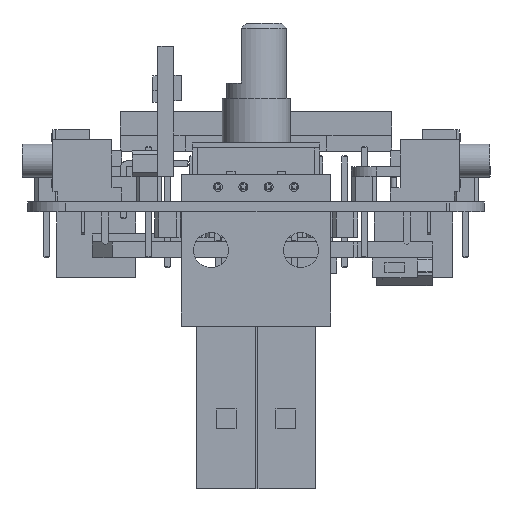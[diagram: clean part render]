
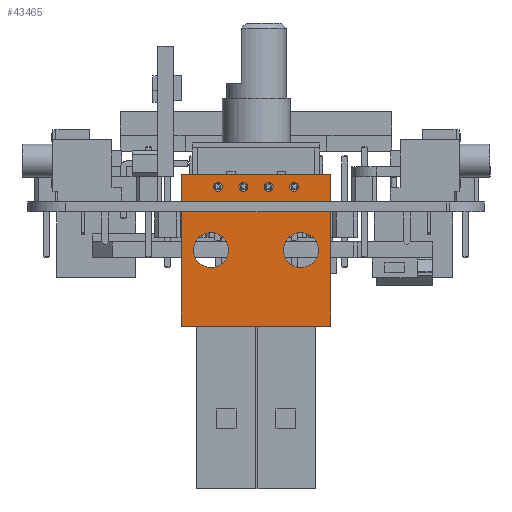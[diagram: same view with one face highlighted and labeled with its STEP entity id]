
A CAD part, front view. The second image highlights one B-rep face of the part: STEP entity #43465.
In plain terms, the highlighted face is planar.
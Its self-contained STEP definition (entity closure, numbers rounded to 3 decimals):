
#1901=FACE_BOUND('',#8671,.T.);
#1902=FACE_BOUND('',#8672,.T.);
#1903=FACE_BOUND('',#8673,.T.);
#1904=FACE_BOUND('',#8674,.T.);
#1905=FACE_BOUND('',#8675,.T.);
#1906=FACE_BOUND('',#8676,.T.);
#3622=PLANE('',#46286);
#5920=FACE_OUTER_BOUND('',#8670,.T.);
#8670=EDGE_LOOP('',(#40909,#40910,#40911,#40912));
#8671=EDGE_LOOP('',(#40913));
#8672=EDGE_LOOP('',(#40914));
#8673=EDGE_LOOP('',(#40915));
#8674=EDGE_LOOP('',(#40916));
#8675=EDGE_LOOP('',(#40917));
#8676=EDGE_LOOP('',(#40918));
#9175=CIRCLE('',#46270,1.75);
#9176=CIRCLE('',#46272,1.75);
#9177=CIRCLE('',#46274,0.445);
#9178=CIRCLE('',#46276,0.445);
#9179=CIRCLE('',#46278,0.445);
#9180=CIRCLE('',#46280,0.445);
#14026=LINE('',#75498,#18878);
#14028=LINE('',#75502,#18880);
#14030=LINE('',#75506,#18882);
#14032=LINE('',#75509,#18884);
#18878=VECTOR('',#56214,10.);
#18880=VECTOR('',#56218,10.);
#18882=VECTOR('',#56222,10.);
#18884=VECTOR('',#56226,10.);
#22828=VERTEX_POINT('',#75471);
#22829=VERTEX_POINT('',#75475);
#22830=VERTEX_POINT('',#75479);
#22831=VERTEX_POINT('',#75483);
#22832=VERTEX_POINT('',#75487);
#22833=VERTEX_POINT('',#75491);
#22834=VERTEX_POINT('',#75495);
#22835=VERTEX_POINT('',#75497);
#22836=VERTEX_POINT('',#75501);
#22837=VERTEX_POINT('',#75505);
#28846=EDGE_CURVE('',#22828,#22828,#9175,.T.);
#28848=EDGE_CURVE('',#22829,#22829,#9176,.T.);
#28849=EDGE_CURVE('',#22830,#22830,#9177,.T.);
#28851=EDGE_CURVE('',#22831,#22831,#9178,.T.);
#28853=EDGE_CURVE('',#22832,#22832,#9179,.T.);
#28855=EDGE_CURVE('',#22833,#22833,#9180,.T.);
#28858=EDGE_CURVE('',#22835,#22834,#14026,.T.);
#28860=EDGE_CURVE('',#22836,#22835,#14028,.T.);
#28862=EDGE_CURVE('',#22837,#22836,#14030,.T.);
#28864=EDGE_CURVE('',#22834,#22837,#14032,.T.);
#40909=ORIENTED_EDGE('',*,*,#28864,.T.);
#40910=ORIENTED_EDGE('',*,*,#28862,.T.);
#40911=ORIENTED_EDGE('',*,*,#28860,.T.);
#40912=ORIENTED_EDGE('',*,*,#28858,.T.);
#40913=ORIENTED_EDGE('',*,*,#28846,.T.);
#40914=ORIENTED_EDGE('',*,*,#28848,.T.);
#40915=ORIENTED_EDGE('',*,*,#28855,.T.);
#40916=ORIENTED_EDGE('',*,*,#28853,.T.);
#40917=ORIENTED_EDGE('',*,*,#28851,.T.);
#40918=ORIENTED_EDGE('',*,*,#28849,.T.);
#43465=ADVANCED_FACE('',(#5920,#1901,#1902,#1903,#1904,#1905,#1906),#3622,
 .F.);
#46270=AXIS2_PLACEMENT_3D('',#75473,#56184,#56185);
#46272=AXIS2_PLACEMENT_3D('',#75477,#56189,#56190);
#46274=AXIS2_PLACEMENT_3D('',#75480,#56193,#56194);
#46276=AXIS2_PLACEMENT_3D('',#75484,#56198,#56199);
#46278=AXIS2_PLACEMENT_3D('',#75488,#56203,#56204);
#46280=AXIS2_PLACEMENT_3D('',#75492,#56208,#56209);
#46286=AXIS2_PLACEMENT_3D('',#75511,#56229,#56230);
#56184=DIRECTION('center_axis',(0.,0.,1.));
#56185=DIRECTION('ref_axis',(-1.,0.,0.));
#56189=DIRECTION('center_axis',(0.,0.,1.));
#56190=DIRECTION('ref_axis',(-1.,0.,0.));
#56193=DIRECTION('center_axis',(0.,0.,1.));
#56194=DIRECTION('ref_axis',(1.,0.,0.));
#56198=DIRECTION('center_axis',(0.,0.,1.));
#56199=DIRECTION('ref_axis',(1.,0.,0.));
#56203=DIRECTION('center_axis',(0.,0.,1.));
#56204=DIRECTION('ref_axis',(1.,0.,0.));
#56208=DIRECTION('center_axis',(0.,0.,1.));
#56209=DIRECTION('ref_axis',(1.,0.,0.));
#56214=DIRECTION('',(0.,1.,0.));
#56218=DIRECTION('',(-1.,0.,0.));
#56222=DIRECTION('',(0.,-1.,0.));
#56226=DIRECTION('',(1.,0.,0.));
#56229=DIRECTION('center_axis',(0.,0.,1.));
#56230=DIRECTION('ref_axis',(1.,0.,0.));
#75471=CARTESIAN_POINT('',(-2.75,7.6,-2.65));
#75473=CARTESIAN_POINT('Origin',(-4.5,7.6,-2.65));
#75475=CARTESIAN_POINT('',(6.25,7.6,-2.65));
#75477=CARTESIAN_POINT('Origin',(4.5,7.6,-2.65));
#75479=CARTESIAN_POINT('',(3.365,1.27,-2.65));
#75480=CARTESIAN_POINT('Origin',(3.81,1.27,-2.65));
#75483=CARTESIAN_POINT('',(0.825,1.27,-2.65));
#75484=CARTESIAN_POINT('Origin',(1.27,1.27,-2.65));
#75487=CARTESIAN_POINT('',(-4.255,1.27,-2.65));
#75488=CARTESIAN_POINT('Origin',(-3.81,1.27,-2.65));
#75491=CARTESIAN_POINT('',(-1.715,1.27,-2.65));
#75492=CARTESIAN_POINT('Origin',(-1.27,1.27,-2.65));
#75495=CARTESIAN_POINT('',(-7.5,15.2,-2.65));
#75497=CARTESIAN_POINT('',(-7.5,0.,-2.65));
#75498=CARTESIAN_POINT('',(-7.5,15.2,-2.65));
#75501=CARTESIAN_POINT('',(7.5,0.,-2.65));
#75502=CARTESIAN_POINT('',(-7.5,0.,-2.65));
#75505=CARTESIAN_POINT('',(7.5,15.2,-2.65));
#75506=CARTESIAN_POINT('',(7.5,15.2,-2.65));
#75509=CARTESIAN_POINT('',(0.,15.2,-2.65));
#75511=CARTESIAN_POINT('Origin',(0.,7.6,-2.65));
